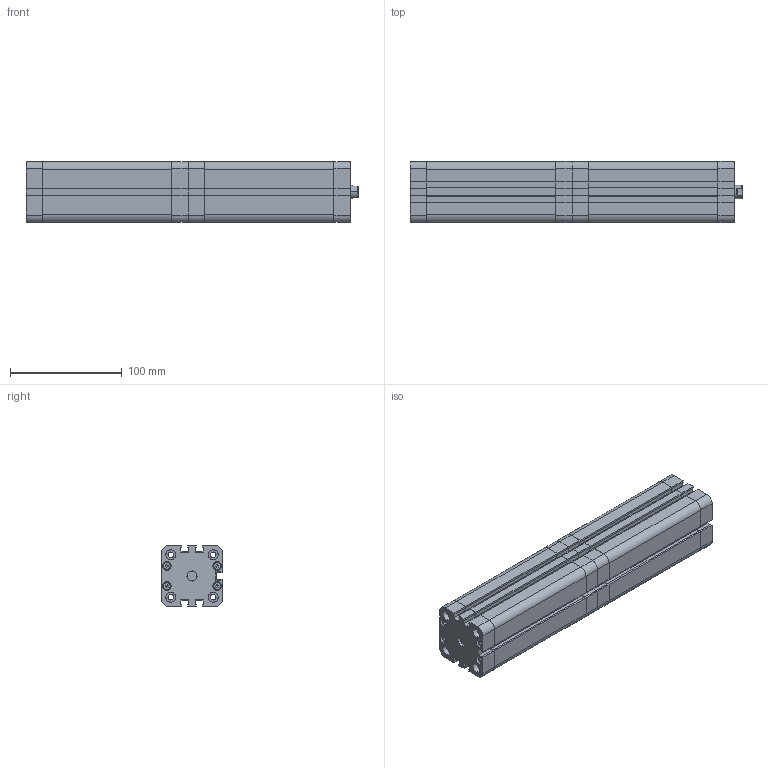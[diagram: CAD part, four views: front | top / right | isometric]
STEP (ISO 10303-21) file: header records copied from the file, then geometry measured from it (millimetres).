
FILE_DESCRIPTION (( 'STEP AP214' ), '1' );
FILE_NAME ('SM_021_040_0100_NP.STEP', '2019-11-22T12:17:50', ( '' ), ( '' ), 'SwSTEP 2.0', 'SolidWorks 2019', '' );
FILE_SCHEMA (( 'AUTOMOTIVE_DESIGN' ));
Length unit declared in the file: millimetre
Products named in the file (25): T³oczysko^TANDEM_Tˆoczysko - D040; Pokrywa przód kpl^TANDEM_Pokrywa prz¢d kpl - D040; Kopia Magnes^T³ok kpl_TANDEM_Magnes D040; socket set screw flat point_iso_ISO 4026 - M6 x 30-N; Kopia Pokrywa przód_Smart - Pok prz¢d - D040; Kopia T硂k^T硂k kpl_TANDEM_T坥k - D040; T硂k kpl^TANDEM_T坥k kpl - D040; Kopia Pokrywa ty³^Pokrywa ty³ kpl_TANDEM 2_Smart - Pok tyˆ - D040; T³oczysko^TANDEM - 2_Tˆoczysko - D040; Kopia Pierœcieñ prowadz¹cy^T³ok kpl_TANDEM_Pier˜cieä prowadz¥cy D040; Kopia Tuleja prowadz¹ca^Pokrywa przód kpl_TANDEM_Tuleja prowadz¥ca - D040; Kopia SMART - U. typ Oring - pokrywa^Pokrywa ty³ kpl_TANDEM 2_U. typ Oring - D040; socket head thin cap screw_din_DIN 7984 - M6 x 20 --- 17N; Kopia SMART - U. t³oka S^T³ok kpl_TANDEM_U. tˆoka S - D040; SM_021_040_0100_NP; Kopia SMART - U. t³oka wklejana^T³ok kpl_TANDEM_U. tˆoka wklejana - D040; Kopia SMART - U. t硂ka lu焠a^T硂k kpl_TANDEM_U. t坥ka lu玭a - D040; Kopia SMART - U. typ Oring - pokrywa^Pokrywa przód kpl_TANDEM_U. typ Oring - D040; Kopia SMART - U. t³oczyska^Pokrywa przód kpl_TANDEM_U. tˆoczyska - D040; Pokrywa ty³ kpl^TANDEM 2_Pok tyˆ - D040; Tuleja^TANDEM_Tuleja - D040; socket head thin cap screw_din_DIN 7984 - M4 x 18 --- 15.9N
Assembly tree (54 placements, depth 3):
  SM_021_040_0100_NP
    Pokrywa przód kpl^TANDEM_Pokrywa prz¢d kpl - D040
      Kopia Pokrywa przód_Smart - Pok prz¢d - D040
      Kopia SMART - U. typ Oring - pokrywa^Pokrywa przód kpl_TANDEM_U. typ Oring - D040
      Kopia Tuleja prowadz¹ca^Pokrywa przód kpl_TANDEM_Tuleja prowadz¥ca - D040
      Kopia SMART - U. t³oczyska^Pokrywa przód kpl_TANDEM_U. tˆoczyska - D040
    Tuleja^TANDEM_Tuleja - D040  x2
    T硂k kpl^TANDEM_T坥k kpl - D040
      Kopia T硂k^T硂k kpl_TANDEM_T坥k - D040
      Kopia Magnes^T³ok kpl_TANDEM_Magnes D040
      Kopia Pierœcieñ prowadz¹cy^T³ok kpl_TANDEM_Pier˜cieä prowadz¥cy D040
      Kopia SMART - U. t硂ka lu焠a^T硂k kpl_TANDEM_U. t坥ka lu玭a - D040
      Kopia SMART - U. t³oka wklejana^T³ok kpl_TANDEM_U. tˆoka wklejana - D040
      Kopia SMART - U. t³oka S^T³ok kpl_TANDEM_U. tˆoka S - D040
    T³oczysko^TANDEM_Tˆoczysko - D040
    socket head thin cap screw_din_DIN 7984 - M6 x 20 --- 17N
    socket head thin cap screw_din_DIN 7984 - M4 x 18 --- 15.9N  x16
    Pokrywa przód kpl^TANDEM_Pokrywa prz¢d kpl - D040
      Kopia Pokrywa przód_Smart - Pok prz¢d - D040
      Kopia SMART - U. typ Oring - pokrywa^Pokrywa przód kpl_TANDEM_U. typ Oring - D040
      Kopia Tuleja prowadz¹ca^Pokrywa przód kpl_TANDEM_Tuleja prowadz¥ca - D040
      Kopia SMART - U. t³oczyska^Pokrywa przód kpl_TANDEM_U. tˆoczyska - D040
    Pokrywa przód kpl^TANDEM_Pokrywa prz¢d kpl - D040
      Kopia Pokrywa przód_Smart - Pok prz¢d - D040
      Kopia SMART - U. typ Oring - pokrywa^Pokrywa przód kpl_TANDEM_U. typ Oring - D040
      Kopia Tuleja prowadz¹ca^Pokrywa przód kpl_TANDEM_Tuleja prowadz¥ca - D040
      Kopia SMART - U. t³oczyska^Pokrywa przód kpl_TANDEM_U. tˆoczyska - D040
    T硂k kpl^TANDEM_T坥k kpl - D040
      Kopia T硂k^T硂k kpl_TANDEM_T坥k - D040
      Kopia Magnes^T³ok kpl_TANDEM_Magnes D040
      Kopia Pierœcieñ prowadz¹cy^T³ok kpl_TANDEM_Pier˜cieä prowadz¥cy D040
      Kopia SMART - U. t硂ka lu焠a^T硂k kpl_TANDEM_U. t坥ka lu玭a - D040
      Kopia SMART - U. t³oka wklejana^T³ok kpl_TANDEM_U. tˆoka wklejana - D040
      Kopia SMART - U. t³oka S^T³ok kpl_TANDEM_U. tˆoka S - D040
    socket set screw flat point_iso_ISO 4026 - M6 x 30-N
    Pokrywa ty³ kpl^TANDEM 2_Pok tyˆ - D040
      Kopia Pokrywa ty³^Pokrywa ty³ kpl_TANDEM 2_Smart - Pok tyˆ - D040
      Kopia SMART - U. typ Oring - pokrywa^Pokrywa ty³ kpl_TANDEM 2_U. typ Oring - D040
    T³oczysko^TANDEM - 2_Tˆoczysko - D040
Bounding box: 297 x 54.5 x 54.5 mm (x, y, z)
Volume: 369431.3 mm3; surface area: 274620 mm2
Topology: 50 solids, 50 shells, 2086 faces, 5094 edges, 3264 vertices
Faces by surface type: plane 1057, cylinder 620, bspline 172, cone 169, torus 68
Entity records: 32113 total; most frequent: CARTESIAN_POINT 9574, DIRECTION 4378, ORIENTED_EDGE 4370, EDGE_CURVE 2185, AXIS2_PLACEMENT_3D 1531, VERTEX_POINT 1431, LINE 1316, VECTOR 1316
